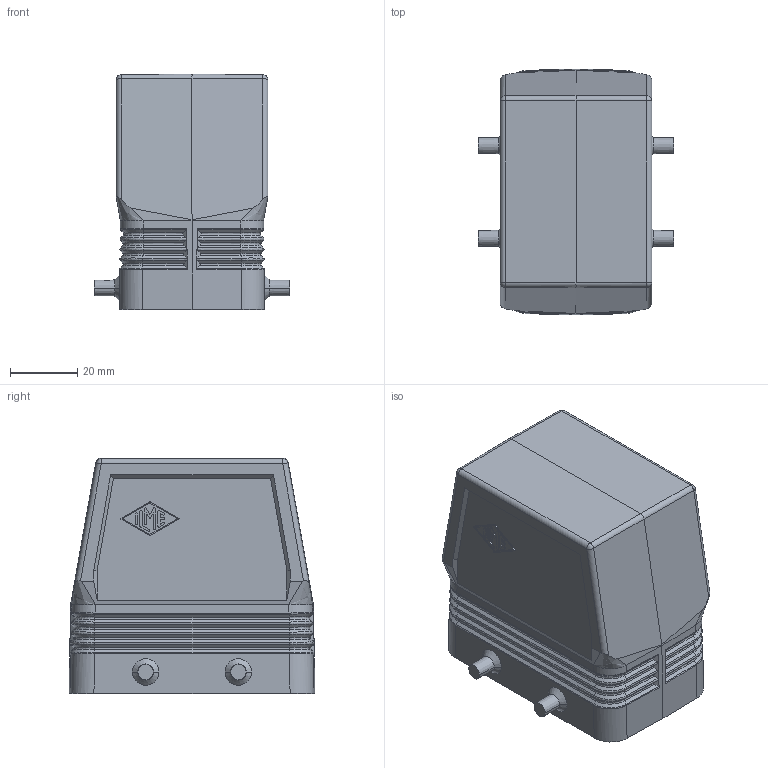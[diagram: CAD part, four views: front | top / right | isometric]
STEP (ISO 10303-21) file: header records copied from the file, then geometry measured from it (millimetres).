
FILE_DESCRIPTION(('Creo Elements/Direct Modeling STEP Export'),'2;1');
FILE_NAME('0ln7tug4iv5g3hq2144','2018-05-30T11:00:28',(''),(''),'PTC Creo Elements/Direct Modeling STEP processor for AP214 (Solid Model)','PTC Creo Elements/Direct Modeling 19.0E 27-Jun-2016 (C) Parametric Technology GmbH','');
FILE_SCHEMA(('AUTOMOTIVE_DESIGN { 1 0 10303 214 1 1 1 1 }'));
Products named in the file (2): CFF_10.21
Assembly tree (1 placements, depth 2):
  CFF_10.21
    CFF_10.21
Bounding box: 58 x 72.99 x 70 mm (x, y, z)
Volume: 67861.7 mm3; surface area: 33159.4 mm2
Topology: 1 solids, 1 shells, 397 faces, 966 edges, 580 vertices
Faces by surface type: plane 170, bspline 102, cylinder 69, extrusion 28, cone 24, sphere 4
Entity records: 39131 total; most frequent: CARTESIAN_POINT 27731, ORIENTED_EDGE 1924, DIRECTION 1376, EDGE_CURVE 962, VECTOR 592, VERTEX_POINT 580, LINE 564, EDGE_LOOP 412
